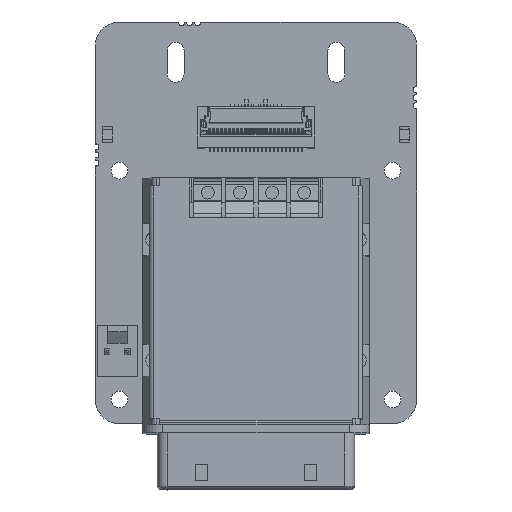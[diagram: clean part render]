
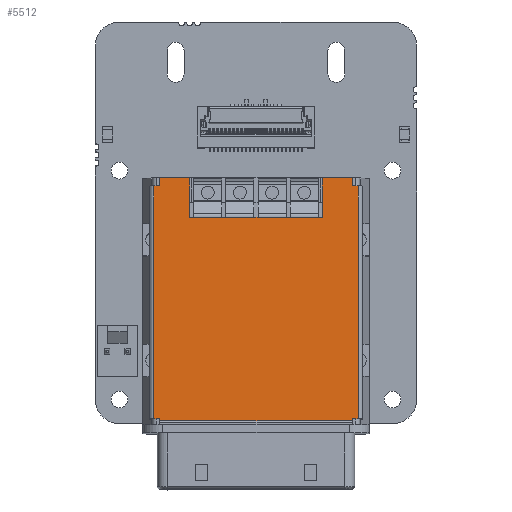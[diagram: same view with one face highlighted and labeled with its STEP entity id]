
A CAD part, top view. The second image highlights one B-rep face of the part: STEP entity #5512.
In plain terms, the highlighted planar face has unit normal (0, 0.018, 1).
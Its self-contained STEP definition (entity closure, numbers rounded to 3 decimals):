
#5512=ADVANCED_FACE('',(#11352),#8464,.T.);
#8464=PLANE('',#70745);
#11352=FACE_OUTER_BOUND('',#14763,.T.);
#14763=EDGE_LOOP('',(#24444,#24445,#24446,#24447,#24448,#24449,#24450,#24451,
#24452,#24453,#24454,#24455,#24456,#24457,#24458,#24459,#24460,#24461,#24462,
#24463,#24464,#24465,#24466,#24467));
#24444=ORIENTED_EDGE('',*,*,#46506,.F.);
#24445=ORIENTED_EDGE('',*,*,#46507,.F.);
#24446=ORIENTED_EDGE('',*,*,#46508,.F.);
#24447=ORIENTED_EDGE('',*,*,#46509,.F.);
#24448=ORIENTED_EDGE('',*,*,#46510,.F.);
#24449=ORIENTED_EDGE('',*,*,#46511,.F.);
#24450=ORIENTED_EDGE('',*,*,#46512,.T.);
#24451=ORIENTED_EDGE('',*,*,#46513,.T.);
#24452=ORIENTED_EDGE('',*,*,#46514,.T.);
#24453=ORIENTED_EDGE('',*,*,#46502,.F.);
#24454=ORIENTED_EDGE('',*,*,#46515,.F.);
#24455=ORIENTED_EDGE('',*,*,#46417,.T.);
#24456=ORIENTED_EDGE('',*,*,#46415,.T.);
#24457=ORIENTED_EDGE('',*,*,#46516,.T.);
#24458=ORIENTED_EDGE('',*,*,#46517,.F.);
#24459=ORIENTED_EDGE('',*,*,#46439,.T.);
#24460=ORIENTED_EDGE('',*,*,#46518,.T.);
#24461=ORIENTED_EDGE('',*,*,#46482,.F.);
#24462=ORIENTED_EDGE('',*,*,#46505,.T.);
#24463=ORIENTED_EDGE('',*,*,#46519,.T.);
#24464=ORIENTED_EDGE('',*,*,#46520,.T.);
#24465=ORIENTED_EDGE('',*,*,#46521,.F.);
#24466=ORIENTED_EDGE('',*,*,#46522,.F.);
#24467=ORIENTED_EDGE('',*,*,#46523,.F.);
#38738=VERTEX_POINT('',#99235);
#38739=VERTEX_POINT('',#99237);
#38740=VERTEX_POINT('',#99241);
#38761=VERTEX_POINT('',#99284);
#38762=VERTEX_POINT('',#99286);
#38792=VERTEX_POINT('',#99368);
#38793=VERTEX_POINT('',#99369);
#38810=VERTEX_POINT('',#99406);
#38811=VERTEX_POINT('',#99408);
#38812=VERTEX_POINT('',#99412);
#38813=VERTEX_POINT('',#99416);
#38814=VERTEX_POINT('',#99417);
#38815=VERTEX_POINT('',#99419);
#38816=VERTEX_POINT('',#99421);
#38817=VERTEX_POINT('',#99423);
#38818=VERTEX_POINT('',#99425);
#38819=VERTEX_POINT('',#99427);
#38820=VERTEX_POINT('',#99429);
#38821=VERTEX_POINT('',#99431);
#38822=VERTEX_POINT('',#99435);
#38823=VERTEX_POINT('',#99439);
#38824=VERTEX_POINT('',#99441);
#38825=VERTEX_POINT('',#99443);
#38826=VERTEX_POINT('',#99445);
#46415=EDGE_CURVE('',#38739,#38738,#55347,.T.);
#46417=EDGE_CURVE('',#38740,#38739,#55349,.T.);
#46439=EDGE_CURVE('',#38762,#38761,#55363,.T.);
#46482=EDGE_CURVE('',#38792,#38793,#55406,.T.);
#46502=EDGE_CURVE('',#38810,#38811,#55418,.T.);
#46505=EDGE_CURVE('',#38792,#38812,#55421,.T.);
#46506=EDGE_CURVE('',#38813,#38814,#55422,.T.);
#46507=EDGE_CURVE('',#38815,#38813,#55423,.T.);
#46508=EDGE_CURVE('',#38816,#38815,#55424,.T.);
#46509=EDGE_CURVE('',#38817,#38816,#55425,.T.);
#46510=EDGE_CURVE('',#38818,#38817,#55426,.T.);
#46511=EDGE_CURVE('',#38819,#38818,#55427,.T.);
#46512=EDGE_CURVE('',#38819,#38820,#55428,.T.);
#46513=EDGE_CURVE('',#38820,#38821,#55429,.T.);
#46514=EDGE_CURVE('',#38821,#38811,#55430,.T.);
#46515=EDGE_CURVE('',#38740,#38810,#55431,.T.);
#46516=EDGE_CURVE('',#38738,#38822,#55432,.T.);
#46517=EDGE_CURVE('',#38762,#38822,#55433,.T.);
#46518=EDGE_CURVE('',#38761,#38793,#55434,.T.);
#46519=EDGE_CURVE('',#38812,#38823,#55435,.T.);
#46520=EDGE_CURVE('',#38823,#38824,#55436,.T.);
#46521=EDGE_CURVE('',#38825,#38824,#55437,.T.);
#46522=EDGE_CURVE('',#38826,#38825,#55438,.T.);
#46523=EDGE_CURVE('',#38814,#38826,#55439,.T.);
#55347=LINE('',#99236,#63485);
#55349=LINE('',#99240,#63487);
#55363=LINE('',#99285,#63501);
#55406=LINE('',#99367,#63544);
#55418=LINE('',#99407,#63556);
#55421=LINE('',#99413,#63559);
#55422=LINE('',#99415,#63560);
#55423=LINE('',#99418,#63561);
#55424=LINE('',#99420,#63562);
#55425=LINE('',#99422,#63563);
#55426=LINE('',#99424,#63564);
#55427=LINE('',#99426,#63565);
#55428=LINE('',#99428,#63566);
#55429=LINE('',#99430,#63567);
#55430=LINE('',#99432,#63568);
#55431=LINE('',#99433,#63569);
#55432=LINE('',#99434,#63570);
#55433=LINE('',#99436,#63571);
#55434=LINE('',#99437,#63572);
#55435=LINE('',#99438,#63573);
#55436=LINE('',#99440,#63574);
#55437=LINE('',#99442,#63575);
#55438=LINE('',#99444,#63576);
#55439=LINE('',#99446,#63577);
#63485=VECTOR('',#80777,1.);
#63487=VECTOR('',#80781,1.);
#63501=VECTOR('',#80813,1.);
#63544=VECTOR('',#80874,1.);
#63556=VECTOR('',#80904,1.);
#63559=VECTOR('',#80909,1.);
#63560=VECTOR('',#80912,1.);
#63561=VECTOR('',#80913,1.);
#63562=VECTOR('',#80914,1.);
#63563=VECTOR('',#80915,1.);
#63564=VECTOR('',#80916,1.);
#63565=VECTOR('',#80917,1.);
#63566=VECTOR('',#80918,1.);
#63567=VECTOR('',#80919,1.);
#63568=VECTOR('',#80920,1.);
#63569=VECTOR('',#80921,1.);
#63570=VECTOR('',#80922,1.);
#63571=VECTOR('',#80923,1.);
#63572=VECTOR('',#80924,1.);
#63573=VECTOR('',#80925,1.);
#63574=VECTOR('',#80926,1.);
#63575=VECTOR('',#80927,1.);
#63576=VECTOR('',#80928,1.);
#63577=VECTOR('',#80929,1.);
#70745=AXIS2_PLACEMENT_3D('',#99447,#80930,#80931);
#80777=DIRECTION('',(0.,-1.,0.017));
#80781=DIRECTION('',(1.,0.,0.));
#80813=DIRECTION('',(1.,0.,0.));
#80874=DIRECTION('',(1.,0.,0.));
#80904=DIRECTION('',(1.,0.,0.));
#80909=DIRECTION('',(0.,1.,-0.017));
#80912=DIRECTION('',(1.,0.,0.));
#80913=DIRECTION('',(1.,0.,0.));
#80914=DIRECTION('',(1.,0.,0.));
#80915=DIRECTION('',(1.,0.,0.));
#80916=DIRECTION('',(1.,0.,0.));
#80917=DIRECTION('',(1.,0.,0.));
#80918=DIRECTION('',(0.,1.,-0.017));
#80919=DIRECTION('',(-1.,0.,0.));
#80920=DIRECTION('',(0.,-1.,0.017));
#80921=DIRECTION('',(0.,1.,-0.017));
#80922=DIRECTION('',(1.,0.,0.));
#80923=DIRECTION('',(0.,-1.,0.017));
#80924=DIRECTION('',(0.,1.,-0.017));
#80925=DIRECTION('',(-1.,0.,0.));
#80926=DIRECTION('',(0.,-1.,0.017));
#80927=DIRECTION('',(1.,0.,0.));
#80928=DIRECTION('',(1.,0.,0.));
#80929=DIRECTION('',(1.,0.,0.));
#80930=DIRECTION('',(0.,0.017,1.));
#80931=DIRECTION('',(0.,1.,-0.017));
#99235=CARTESIAN_POINT('',(8.,0.361,7.651));
#99236=CARTESIAN_POINT('',(8.,0.601,7.647));
#99237=CARTESIAN_POINT('',(8.,0.601,7.647));
#99240=CARTESIAN_POINT('',(7.255,0.601,7.647));
#99241=CARTESIAN_POINT('',(7.255,0.601,7.647));
#99284=CARTESIAN_POINT('',(32.745,0.601,7.647));
#99285=CARTESIAN_POINT('',(32.,0.601,7.647));
#99286=CARTESIAN_POINT('',(32.,0.601,7.647));
#99367=CARTESIAN_POINT('',(32.,29.576,7.141));
#99368=CARTESIAN_POINT('',(32.,29.576,7.141));
#99369=CARTESIAN_POINT('',(32.745,29.576,7.141));
#99406=CARTESIAN_POINT('',(7.255,29.576,7.141));
#99407=CARTESIAN_POINT('',(7.255,29.576,7.141));
#99408=CARTESIAN_POINT('',(8.,29.576,7.141));
#99412=CARTESIAN_POINT('',(32.,30.576,7.124));
#99413=CARTESIAN_POINT('',(32.,29.576,7.141));
#99415=CARTESIAN_POINT('',(20.255,25.677,7.209));
#99416=CARTESIAN_POINT('',(20.255,25.677,7.209));
#99417=CARTESIAN_POINT('',(23.745,25.677,7.209));
#99418=CARTESIAN_POINT('',(19.745,25.677,7.209));
#99419=CARTESIAN_POINT('',(19.745,25.677,7.209));
#99420=CARTESIAN_POINT('',(16.255,25.677,7.209));
#99421=CARTESIAN_POINT('',(16.255,25.677,7.209));
#99422=CARTESIAN_POINT('',(15.745,25.677,7.209));
#99423=CARTESIAN_POINT('',(15.745,25.677,7.209));
#99424=CARTESIAN_POINT('',(12.255,25.677,7.209));
#99425=CARTESIAN_POINT('',(12.255,25.677,7.209));
#99426=CARTESIAN_POINT('',(11.75,25.677,7.209));
#99427=CARTESIAN_POINT('',(11.75,25.677,7.209));
#99428=CARTESIAN_POINT('',(11.75,25.677,7.209));
#99429=CARTESIAN_POINT('',(11.75,30.576,7.124));
#99430=CARTESIAN_POINT('',(11.75,30.576,7.124));
#99431=CARTESIAN_POINT('',(8.,30.576,7.124));
#99432=CARTESIAN_POINT('',(8.,30.576,7.124));
#99433=CARTESIAN_POINT('',(7.255,0.601,7.647));
#99434=CARTESIAN_POINT('',(8.,0.361,7.651));
#99435=CARTESIAN_POINT('',(32.,0.361,7.651));
#99436=CARTESIAN_POINT('',(32.,0.601,7.647));
#99437=CARTESIAN_POINT('',(32.745,0.601,7.647));
#99438=CARTESIAN_POINT('',(32.,30.576,7.124));
#99439=CARTESIAN_POINT('',(28.25,30.576,7.124));
#99440=CARTESIAN_POINT('',(28.25,30.576,7.124));
#99441=CARTESIAN_POINT('',(28.25,25.677,7.209));
#99442=CARTESIAN_POINT('',(27.745,25.677,7.209));
#99443=CARTESIAN_POINT('',(27.745,25.677,7.209));
#99444=CARTESIAN_POINT('',(24.255,25.677,7.209));
#99445=CARTESIAN_POINT('',(24.255,25.677,7.209));
#99446=CARTESIAN_POINT('',(23.745,25.677,7.209));
#99447=CARTESIAN_POINT('',(8.,0.601,7.647));
